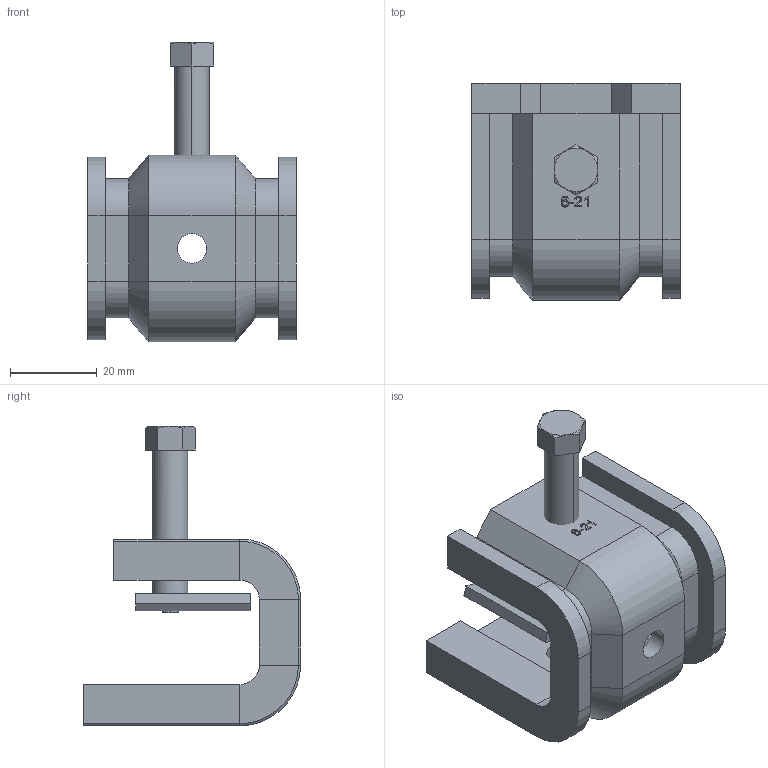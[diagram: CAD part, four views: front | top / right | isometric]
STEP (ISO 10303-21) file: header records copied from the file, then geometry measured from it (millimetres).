
FILE_DESCRIPTION(/* description */ (''),/* implementation_level */ '2;1');
FILE_NAME(/* name */ '1486232',/* time_stamp */ '2016-01-12T08:32:49+01:00',/* author */ (''),/* organization */ (''),/* preprocessor_version */ 'ST-DEVELOPER v15',/* originating_system */ '',/* authorisation */ '');
FILE_SCHEMA (('CONFIG_CONTROL_DESIGN'));
Length unit declared in the file: millimetre
Products named in the file (2): Document; Block 02
Assembly tree (1 placements, depth 2):
  Document
    Block 02
Bounding box: 48 x 50 x 69 mm (x, y, z)
Volume: 3150.3 mm3; surface area: 19477.7 mm2
Topology: 1 solids, 5 shells, 173 faces, 412 edges, 251 vertices
Faces by surface type: bspline 130, plane 43
Entity records: 8444 total; most frequent: CARTESIAN_POINT 5620, ORIENTED_EDGE 804, EDGE_CURVE 412, B_SPLINE_CURVE_WITH_KNOTS 371, VERTEX_POINT 251, EDGE_LOOP 190, ADVANCED_FACE 173, FACE_OUTER_BOUND 173
